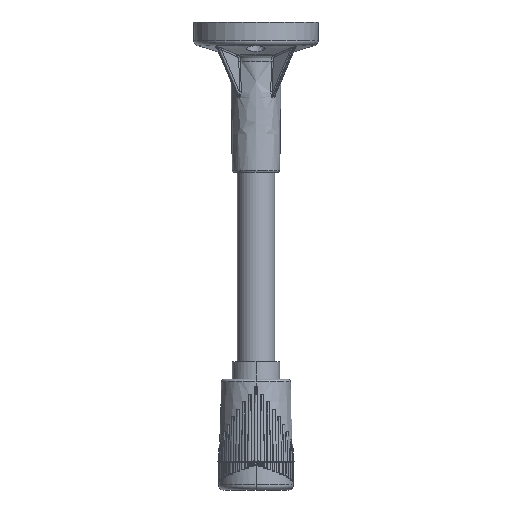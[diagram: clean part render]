
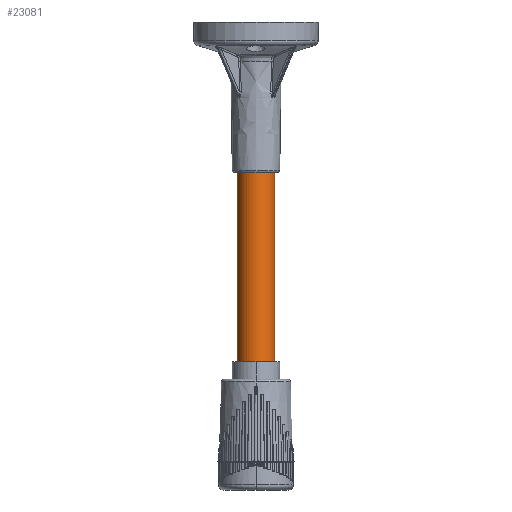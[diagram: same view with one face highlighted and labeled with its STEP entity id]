
A CAD part, front view. The second image highlights one B-rep face of the part: STEP entity #23081.
In plain terms, the highlighted cylindrical face has radius 7.5 mm (diameter 15 mm), a partial arc.
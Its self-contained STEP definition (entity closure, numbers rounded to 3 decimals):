
#647 = CARTESIAN_POINT ( 'NONE',  ( -7.5, 0., 1. ) ) ;
#1431 = ORIENTED_EDGE ( 'NONE', *, *, #38515, .T. ) ;
#1551 = LINE ( 'NONE', #38602, #11900 ) ;
#1610 = AXIS2_PLACEMENT_3D ( 'NONE', #26638, #17248, #1850 ) ;
#1850 = DIRECTION ( 'NONE',  ( -1., 0., 0. ) ) ;
#3186 = CARTESIAN_POINT ( 'NONE',  ( 0., 0., 126.3 ) ) ;
#4118 = VERTEX_POINT ( 'NONE', #23475 ) ;
#4594 = ORIENTED_EDGE ( 'NONE', *, *, #16007, .F. ) ;
#6491 = DIRECTION ( 'NONE',  ( 0., 0., -1. ) ) ;
#7616 = CARTESIAN_POINT ( 'NONE',  ( -7.5, 0., 127.3 ) ) ;
#8140 = DIRECTION ( 'NONE',  ( 0., 0., 1. ) ) ;
#10127 = CARTESIAN_POINT ( 'NONE',  ( 7.5, 0., 126.3 ) ) ;
#10764 = CYLINDRICAL_SURFACE ( 'NONE', #1610, 7.5 ) ;
#10769 = EDGE_LOOP ( 'NONE', ( #4594, #1431, #15020, #16386 ) ) ;
#11308 = CIRCLE ( 'NONE', #19499, 7.5 ) ;
#11900 = VECTOR ( 'NONE', #20015, 1000. ) ;
#14393 = AXIS2_PLACEMENT_3D ( 'NONE', #23716, #8140, #21083 ) ;
#15020 = ORIENTED_EDGE ( 'NONE', *, *, #32265, .T. ) ;
#16007 = EDGE_CURVE ( 'NONE', #36081, #35244, #1551, .T. ) ;
#16067 = LINE ( 'NONE', #7616, #35274 ) ;
#16386 = ORIENTED_EDGE ( 'NONE', *, *, #27508, .T. ) ;
#17248 = DIRECTION ( 'NONE',  ( 0., 0., -1. ) ) ;
#19499 = AXIS2_PLACEMENT_3D ( 'NONE', #3186, #6491, #31798 ) ;
#20015 = DIRECTION ( 'NONE',  ( 0., 0., -1. ) ) ;
#21083 = DIRECTION ( 'NONE',  ( 1., 0., 0. ) ) ;
#22843 = VERTEX_POINT ( 'NONE', #647 ) ;
#23081 = ADVANCED_FACE ( 'NONE', ( #38852 ), #10764, .T. ) ;
#23475 = CARTESIAN_POINT ( 'NONE',  ( -7.5, 0., 126.3 ) ) ;
#23716 = CARTESIAN_POINT ( 'NONE',  ( 0., 0., 1. ) ) ;
#26638 = CARTESIAN_POINT ( 'NONE',  ( 0., 0., 127.3 ) ) ;
#27403 = CIRCLE ( 'NONE', #14393, 7.5 ) ;
#27508 = EDGE_CURVE ( 'NONE', #22843, #35244, #27403, .T. ) ;
#30314 = CARTESIAN_POINT ( 'NONE',  ( 7.5, 0., 1. ) ) ;
#31798 = DIRECTION ( 'NONE',  ( 1., 0., 0. ) ) ;
#32265 = EDGE_CURVE ( 'NONE', #4118, #22843, #16067, .T. ) ;
#35244 = VERTEX_POINT ( 'NONE', #30314 ) ;
#35274 = VECTOR ( 'NONE', #35977, 1000. ) ;
#35977 = DIRECTION ( 'NONE',  ( 0., 0., -1. ) ) ;
#36081 = VERTEX_POINT ( 'NONE', #10127 ) ;
#38515 = EDGE_CURVE ( 'NONE', #36081, #4118, #11308, .T. ) ;
#38602 = CARTESIAN_POINT ( 'NONE',  ( 7.5, 0., 127.3 ) ) ;
#38852 = FACE_OUTER_BOUND ( 'NONE', #10769, .T. ) ;
